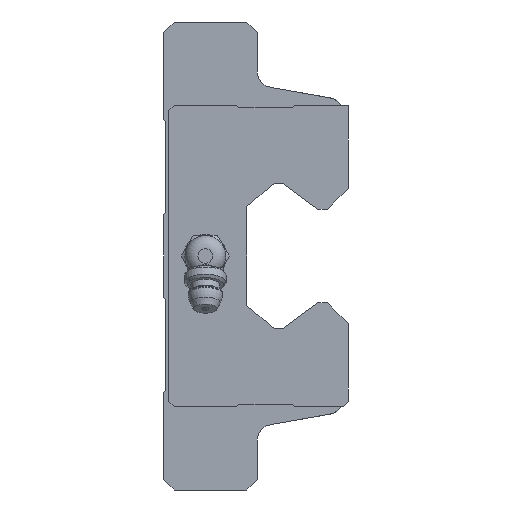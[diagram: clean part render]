
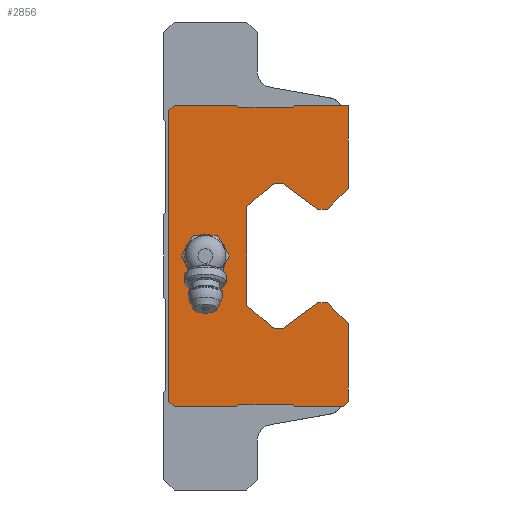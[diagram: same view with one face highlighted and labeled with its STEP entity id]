
A CAD part, left-side view. The second image highlights one B-rep face of the part: STEP entity #2856.
In plain terms, the highlighted planar face has unit normal (-1, 0, 0).
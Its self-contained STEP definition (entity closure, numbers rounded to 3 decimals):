
#691=ORIENTED_EDGE('',*,*,#1243,.F.);
#692=ORIENTED_EDGE('',*,*,#1272,.F.);
#693=ORIENTED_EDGE('',*,*,#1270,.F.);
#694=ORIENTED_EDGE('',*,*,#1268,.F.);
#695=ORIENTED_EDGE('',*,*,#1266,.F.);
#696=ORIENTED_EDGE('',*,*,#1264,.F.);
#697=ORIENTED_EDGE('',*,*,#1262,.F.);
#698=ORIENTED_EDGE('',*,*,#1260,.F.);
#699=ORIENTED_EDGE('',*,*,#1258,.F.);
#700=ORIENTED_EDGE('',*,*,#1256,.F.);
#701=ORIENTED_EDGE('',*,*,#1138,.F.);
#702=ORIENTED_EDGE('',*,*,#1135,.F.);
#703=ORIENTED_EDGE('',*,*,#1132,.F.);
#704=ORIENTED_EDGE('',*,*,#1129,.F.);
#705=ORIENTED_EDGE('',*,*,#1126,.F.);
#706=ORIENTED_EDGE('',*,*,#1123,.F.);
#707=ORIENTED_EDGE('',*,*,#1120,.F.);
#708=ORIENTED_EDGE('',*,*,#1117,.F.);
#709=ORIENTED_EDGE('',*,*,#1114,.F.);
#710=ORIENTED_EDGE('',*,*,#1111,.F.);
#711=ORIENTED_EDGE('',*,*,#1106,.F.);
#712=ORIENTED_EDGE('',*,*,#1255,.F.);
#713=ORIENTED_EDGE('',*,*,#1253,.F.);
#714=ORIENTED_EDGE('',*,*,#1251,.F.);
#715=ORIENTED_EDGE('',*,*,#1249,.F.);
#716=ORIENTED_EDGE('',*,*,#1247,.F.);
#717=ORIENTED_EDGE('',*,*,#1245,.F.);
#718=ORIENTED_EDGE('',*,*,#1273,.T.);
#719=ORIENTED_EDGE('',*,*,#1274,.T.);
#720=ORIENTED_EDGE('',*,*,#1275,.T.);
#721=ORIENTED_EDGE('',*,*,#1276,.T.);
#722=ORIENTED_EDGE('',*,*,#1277,.T.);
#723=ORIENTED_EDGE('',*,*,#1278,.T.);
#1106=EDGE_CURVE('',#1479,#1480,#1743,.T.);
#1111=EDGE_CURVE('',#1480,#1484,#1748,.T.);
#1114=EDGE_CURVE('',#1484,#1486,#1751,.T.);
#1117=EDGE_CURVE('',#1486,#1488,#1754,.T.);
#1120=EDGE_CURVE('',#1488,#1490,#1757,.T.);
#1123=EDGE_CURVE('',#1490,#1492,#1760,.T.);
#1126=EDGE_CURVE('',#1492,#1494,#1763,.T.);
#1129=EDGE_CURVE('',#1494,#1496,#1766,.T.);
#1132=EDGE_CURVE('',#1496,#1498,#1769,.T.);
#1135=EDGE_CURVE('',#1498,#1500,#1772,.T.);
#1138=EDGE_CURVE('',#1500,#1502,#1775,.T.);
#1243=EDGE_CURVE('',#1565,#1566,#1875,.T.);
#1245=EDGE_CURVE('',#1566,#1567,#1877,.T.);
#1247=EDGE_CURVE('',#1567,#1568,#1879,.T.);
#1249=EDGE_CURVE('',#1568,#1569,#1881,.T.);
#1251=EDGE_CURVE('',#1569,#1570,#1883,.T.);
#1253=EDGE_CURVE('',#1570,#1571,#1885,.T.);
#1255=EDGE_CURVE('',#1571,#1479,#1887,.T.);
#1256=EDGE_CURVE('',#1502,#1572,#1888,.T.);
#1258=EDGE_CURVE('',#1572,#1573,#1890,.T.);
#1260=EDGE_CURVE('',#1573,#1574,#1892,.T.);
#1262=EDGE_CURVE('',#1574,#1575,#1894,.T.);
#1264=EDGE_CURVE('',#1575,#1576,#1896,.T.);
#1266=EDGE_CURVE('',#1576,#1577,#1898,.T.);
#1268=EDGE_CURVE('',#1577,#1578,#1900,.T.);
#1270=EDGE_CURVE('',#1578,#1579,#1902,.T.);
#1272=EDGE_CURVE('',#1579,#1565,#1904,.T.);
#1273=EDGE_CURVE('',#1580,#1581,#1905,.T.);
#1274=EDGE_CURVE('',#1581,#1582,#1906,.T.);
#1275=EDGE_CURVE('',#1582,#1583,#1907,.T.);
#1276=EDGE_CURVE('',#1583,#1584,#1908,.T.);
#1277=EDGE_CURVE('',#1584,#1585,#1909,.T.);
#1278=EDGE_CURVE('',#1585,#1580,#1910,.T.);
#1479=VERTEX_POINT('',#4275);
#1480=VERTEX_POINT('',#4277);
#1484=VERTEX_POINT('',#4287);
#1486=VERTEX_POINT('',#4293);
#1488=VERTEX_POINT('',#4299);
#1490=VERTEX_POINT('',#4305);
#1492=VERTEX_POINT('',#4311);
#1494=VERTEX_POINT('',#4317);
#1496=VERTEX_POINT('',#4323);
#1498=VERTEX_POINT('',#4329);
#1500=VERTEX_POINT('',#4335);
#1502=VERTEX_POINT('',#4341);
#1565=VERTEX_POINT('',#4547);
#1566=VERTEX_POINT('',#4549);
#1567=VERTEX_POINT('',#4553);
#1568=VERTEX_POINT('',#4557);
#1569=VERTEX_POINT('',#4561);
#1570=VERTEX_POINT('',#4565);
#1571=VERTEX_POINT('',#4569);
#1572=VERTEX_POINT('',#4575);
#1573=VERTEX_POINT('',#4579);
#1574=VERTEX_POINT('',#4583);
#1575=VERTEX_POINT('',#4587);
#1576=VERTEX_POINT('',#4591);
#1577=VERTEX_POINT('',#4595);
#1578=VERTEX_POINT('',#4599);
#1579=VERTEX_POINT('',#4603);
#1580=VERTEX_POINT('',#4609);
#1581=VERTEX_POINT('',#4610);
#1582=VERTEX_POINT('',#4612);
#1583=VERTEX_POINT('',#4614);
#1584=VERTEX_POINT('',#4616);
#1585=VERTEX_POINT('',#4618);
#1743=LINE('',#4276,#2057);
#1748=LINE('',#4286,#2062);
#1751=LINE('',#4292,#2065);
#1754=LINE('',#4298,#2068);
#1757=LINE('',#4304,#2071);
#1760=LINE('',#4310,#2074);
#1763=LINE('',#4316,#2077);
#1766=LINE('',#4322,#2080);
#1769=LINE('',#4328,#2083);
#1772=LINE('',#4334,#2086);
#1775=LINE('',#4340,#2089);
#1875=LINE('',#4548,#2189);
#1877=LINE('',#4552,#2191);
#1879=LINE('',#4556,#2193);
#1881=LINE('',#4560,#2195);
#1883=LINE('',#4564,#2197);
#1885=LINE('',#4568,#2199);
#1887=LINE('',#4572,#2201);
#1888=LINE('',#4574,#2202);
#1890=LINE('',#4578,#2204);
#1892=LINE('',#4582,#2206);
#1894=LINE('',#4586,#2208);
#1896=LINE('',#4590,#2210);
#1898=LINE('',#4594,#2212);
#1900=LINE('',#4598,#2214);
#1902=LINE('',#4602,#2216);
#1904=LINE('',#4606,#2218);
#1905=LINE('',#4608,#2219);
#1906=LINE('',#4611,#2220);
#1907=LINE('',#4613,#2221);
#1908=LINE('',#4615,#2222);
#1909=LINE('',#4617,#2223);
#1910=LINE('',#4619,#2224);
#2057=VECTOR('',#3383,1000.);
#2062=VECTOR('',#3390,1000.);
#2065=VECTOR('',#3395,1000.);
#2068=VECTOR('',#3400,1000.);
#2071=VECTOR('',#3405,1000.);
#2074=VECTOR('',#3410,1000.);
#2077=VECTOR('',#3415,1000.);
#2080=VECTOR('',#3420,1000.);
#2083=VECTOR('',#3425,1000.);
#2086=VECTOR('',#3430,1000.);
#2089=VECTOR('',#3435,1000.);
#2189=VECTOR('',#3623,1000.);
#2191=VECTOR('',#3627,1000.);
#2193=VECTOR('',#3631,1000.);
#2195=VECTOR('',#3635,1000.);
#2197=VECTOR('',#3639,1000.);
#2199=VECTOR('',#3643,1000.);
#2201=VECTOR('',#3647,1000.);
#2202=VECTOR('',#3650,1000.);
#2204=VECTOR('',#3654,1000.);
#2206=VECTOR('',#3658,1000.);
#2208=VECTOR('',#3662,1000.);
#2210=VECTOR('',#3666,1000.);
#2212=VECTOR('',#3670,1000.);
#2214=VECTOR('',#3674,1000.);
#2216=VECTOR('',#3678,1000.);
#2218=VECTOR('',#3682,1000.);
#2219=VECTOR('',#3685,1000.);
#2220=VECTOR('',#3686,1000.);
#2221=VECTOR('',#3687,1000.);
#2222=VECTOR('',#3688,1000.);
#2223=VECTOR('',#3689,1000.);
#2224=VECTOR('',#3690,1000.);
#2365=EDGE_LOOP('',(#691,#692,#693,#694,#695,#696,#697,#698,#699,#700,#701,
#702,#703,#704,#705,#706,#707,#708,#709,#710,#711,#712,#713,#714,#715,#716,
#717));
#2366=EDGE_LOOP('',(#718,#719,#720,#721,#722,#723));
#2554=FACE_BOUND('',#2365,.T.);
#2555=FACE_BOUND('',#2366,.T.);
#2725=PLANE('',#3059);
#2856=ADVANCED_FACE('',(#2554,#2555),#2725,.F.);
#3059=AXIS2_PLACEMENT_3D('',#4607,#3683,#3684);
#3383=DIRECTION('',(0.,0.707,-0.707));
#3390=DIRECTION('',(0.,1.,0.));
#3395=DIRECTION('',(0.,0.807,0.591));
#3400=DIRECTION('',(0.,1.,0.));
#3405=DIRECTION('',(0.,0.758,-0.652));
#3410=DIRECTION('',(0.,0.,-1.));
#3415=DIRECTION('',(0.,-0.758,-0.652));
#3420=DIRECTION('',(0.,-1.,0.));
#3425=DIRECTION('',(0.,-0.807,0.591));
#3430=DIRECTION('',(0.,-1.,0.));
#3435=DIRECTION('',(0.,-0.707,-0.707));
#3623=DIRECTION('',(0.,-0.707,0.707));
#3627=DIRECTION('',(0.,-1.,0.));
#3631=DIRECTION('',(0.,-0.707,-0.707));
#3635=DIRECTION('',(0.,-1.,0.));
#3639=DIRECTION('',(0.,-0.707,0.707));
#3643=DIRECTION('',(0.,-1.,0.));
#3647=DIRECTION('',(0.,0.,-1.));
#3650=DIRECTION('',(0.,0.,-1.));
#3654=DIRECTION('',(0.,0.707,-0.707));
#3658=DIRECTION('',(0.,1.,0.));
#3662=DIRECTION('',(0.,0.707,0.707));
#3666=DIRECTION('',(0.,1.,0.));
#3670=DIRECTION('',(0.,0.707,-0.707));
#3674=DIRECTION('',(0.,1.,0.));
#3678=DIRECTION('',(0.,0.707,0.707));
#3682=DIRECTION('',(0.,0.,1.));
#3683=DIRECTION('',(1.,0.,0.));
#3684=DIRECTION('',(0.,0.,-1.));
#3685=DIRECTION('',(0.,1.,0.));
#3686=DIRECTION('',(0.,0.5,0.866));
#3687=DIRECTION('',(0.,-0.5,0.866));
#3688=DIRECTION('',(0.,-1.,0.));
#3689=DIRECTION('',(0.,-0.5,-0.866));
#3690=DIRECTION('',(0.,0.5,-0.866));
#4275=CARTESIAN_POINT('',(-58.95,-38.5,13.));
#4276=CARTESIAN_POINT('',(-58.95,-38.5,13.));
#4277=CARTESIAN_POINT('',(-58.95,-34.5,9.));
#4286=CARTESIAN_POINT('',(-58.95,-34.5,9.));
#4287=CARTESIAN_POINT('',(-58.95,-32.6,9.));
#4292=CARTESIAN_POINT('',(-58.95,-32.6,9.));
#4293=CARTESIAN_POINT('',(-58.95,-25.77,14.));
#4298=CARTESIAN_POINT('',(-58.95,-25.77,14.));
#4299=CARTESIAN_POINT('',(-58.95,-24.23,14.));
#4304=CARTESIAN_POINT('',(-58.95,-24.23,14.));
#4305=CARTESIAN_POINT('',(-58.95,-19.,9.5));
#4310=CARTESIAN_POINT('',(-58.95,-19.,9.5));
#4311=CARTESIAN_POINT('',(-58.95,-19.,-9.5));
#4316=CARTESIAN_POINT('',(-58.95,-19.,-9.5));
#4317=CARTESIAN_POINT('',(-58.95,-24.23,-14.));
#4322=CARTESIAN_POINT('',(-58.95,-24.23,-14.));
#4323=CARTESIAN_POINT('',(-58.95,-25.77,-14.));
#4328=CARTESIAN_POINT('',(-58.95,-25.77,-14.));
#4329=CARTESIAN_POINT('',(-58.95,-32.6,-9.));
#4334=CARTESIAN_POINT('',(-58.95,-32.6,-9.));
#4335=CARTESIAN_POINT('',(-58.95,-34.5,-9.));
#4340=CARTESIAN_POINT('',(-58.95,-34.5,-9.));
#4341=CARTESIAN_POINT('',(-58.95,-38.5,-13.));
#4547=CARTESIAN_POINT('',(-58.95,-4.,27.9));
#4548=CARTESIAN_POINT('',(-58.95,-4.,27.9));
#4549=CARTESIAN_POINT('',(-58.95,-5.,28.9));
#4552=CARTESIAN_POINT('',(-58.95,-5.,28.9));
#4553=CARTESIAN_POINT('',(-58.95,-17.05,28.9));
#4556=CARTESIAN_POINT('',(-58.95,-17.05,28.9));
#4557=CARTESIAN_POINT('',(-58.95,-17.45,28.5));
#4560=CARTESIAN_POINT('',(-58.95,-17.45,28.5));
#4561=CARTESIAN_POINT('',(-58.95,-27.75,28.5));
#4564=CARTESIAN_POINT('',(-58.95,-27.75,28.5));
#4565=CARTESIAN_POINT('',(-58.95,-28.15,28.9));
#4568=CARTESIAN_POINT('',(-58.95,-28.15,28.9));
#4569=CARTESIAN_POINT('',(-58.95,-38.5,28.9));
#4572=CARTESIAN_POINT('',(-58.95,-38.5,28.9));
#4574=CARTESIAN_POINT('',(-58.95,-38.5,-13.));
#4575=CARTESIAN_POINT('',(-58.95,-38.5,-27.9));
#4578=CARTESIAN_POINT('',(-58.95,-38.5,-27.9));
#4579=CARTESIAN_POINT('',(-58.95,-37.5,-28.9));
#4582=CARTESIAN_POINT('',(-58.95,-37.5,-28.9));
#4583=CARTESIAN_POINT('',(-58.95,-28.15,-28.9));
#4586=CARTESIAN_POINT('',(-58.95,-28.15,-28.9));
#4587=CARTESIAN_POINT('',(-58.95,-27.75,-28.5));
#4590=CARTESIAN_POINT('',(-58.95,-27.75,-28.5));
#4591=CARTESIAN_POINT('',(-58.95,-17.45,-28.5));
#4594=CARTESIAN_POINT('',(-58.95,-17.45,-28.5));
#4595=CARTESIAN_POINT('',(-58.95,-17.05,-28.9));
#4598=CARTESIAN_POINT('',(-58.95,-17.05,-28.9));
#4599=CARTESIAN_POINT('',(-58.95,-5.,-28.9));
#4602=CARTESIAN_POINT('',(-58.95,-5.,-28.9));
#4603=CARTESIAN_POINT('',(-58.95,-4.,-27.9));
#4606=CARTESIAN_POINT('',(-58.95,-4.,-27.9));
#4607=CARTESIAN_POINT('',(-58.95,0.,0.));
#4608=CARTESIAN_POINT('',(-58.95,-13.309,-4.));
#4609=CARTESIAN_POINT('',(-58.95,-13.309,-4.));
#4610=CARTESIAN_POINT('',(-58.95,-8.691,-4.));
#4611=CARTESIAN_POINT('',(-58.95,-8.691,-4.));
#4612=CARTESIAN_POINT('',(-58.95,-6.381,0.));
#4613=CARTESIAN_POINT('',(-58.95,-6.381,0.));
#4614=CARTESIAN_POINT('',(-58.95,-8.691,4.));
#4615=CARTESIAN_POINT('',(-58.95,-8.691,4.));
#4616=CARTESIAN_POINT('',(-58.95,-13.309,4.));
#4617=CARTESIAN_POINT('',(-58.95,-13.309,4.));
#4618=CARTESIAN_POINT('',(-58.95,-15.619,0.));
#4619=CARTESIAN_POINT('',(-58.95,-15.619,0.));
